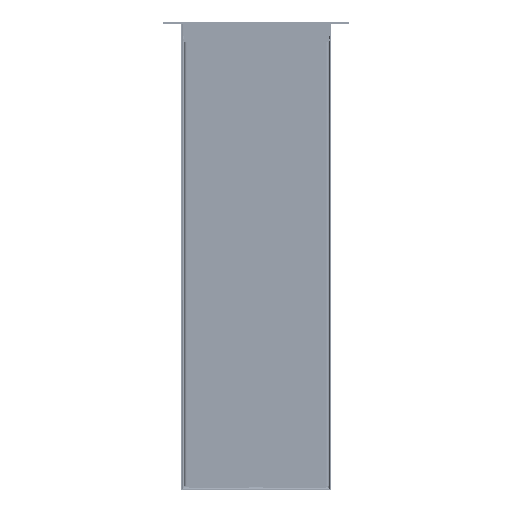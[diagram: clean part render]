
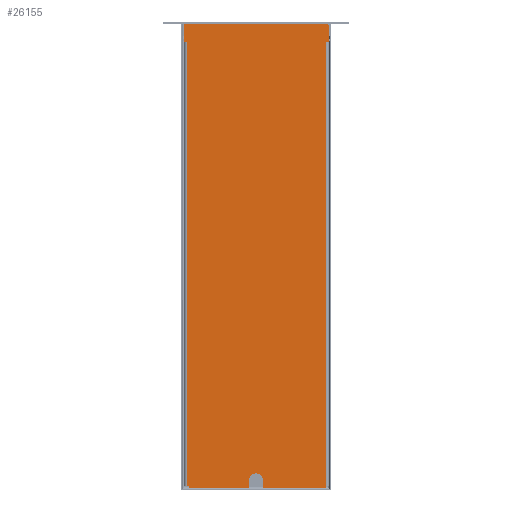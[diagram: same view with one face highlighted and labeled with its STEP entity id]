
A CAD part, front view. The second image highlights one B-rep face of the part: STEP entity #26155.
In plain terms, the highlighted planar face has unit normal (0, -1, 0).
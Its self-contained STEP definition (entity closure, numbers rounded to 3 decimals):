
#25426=CARTESIAN_POINT('',(246.75,-1.,81.));
#25427=DIRECTION('',(0.,1.,0.));
#25428=DIRECTION('',(0.,0.,1.));
#25429=AXIS2_PLACEMENT_3D('',#25426,#25427,#25428);
#25431=CARTESIAN_POINT('',(246.75,-1.,-71.));
#25432=DIRECTION('',(0.,1.,0.));
#25433=DIRECTION('',(1.,0.,0.));
#25434=AXIS2_PLACEMENT_3D('',#25431,#25432,#25433);
#25436=CARTESIAN_POINT('',(-248.25,-1.,-68.2));
#25437=DIRECTION('',(0.,1.,0.));
#25438=DIRECTION('',(0.,0.,-1.));
#25439=AXIS2_PLACEMENT_3D('',#25436,#25437,#25438);
#25441=CARTESIAN_POINT('',(-247.25,-1.,-4.));
#25442=DIRECTION('',(0.,1.,0.));
#25443=DIRECTION('',(-1.,0.,0.));
#25444=AXIS2_PLACEMENT_3D('',#25441,#25442,#25443);
#25446=CARTESIAN_POINT('',(-240.75,-1.,5.5));
#25447=DIRECTION('',(0.,-1.,0.));
#25448=DIRECTION('',(0.,0.,-1.));
#25449=AXIS2_PLACEMENT_3D('',#25446,#25447,#25448);
#25451=CARTESIAN_POINT('',(-247.25,-1.,15.));
#25452=DIRECTION('',(0.,1.,0.));
#25453=DIRECTION('',(0.,0.,-1.));
#25454=AXIS2_PLACEMENT_3D('',#25451,#25452,#25453);
#25456=CARTESIAN_POINT('',(-248.25,-1.,76.269));
#25457=DIRECTION('',(0.,1.,0.));
#25458=DIRECTION('',(-1.,0.,0.));
#25459=AXIS2_PLACEMENT_3D('',#25456,#25457,#25458);
#25465=DIRECTION('',(0.,0.,1.));
#25466=VECTOR('',#25465,2.431);
#25467=CARTESIAN_POINT('',(-246.75,-1.,77.269));
#25468=LINE('',#25467,#25466);
#25504=DIRECTION('',(0.,0.,1.));
#25505=VECTOR('',#25504,61.269);
#25506=CARTESIAN_POINT('',(-249.25,-1.,15.));
#25507=LINE('',#25506,#25505);
#25524=DIRECTION('',(1.,0.,0.));
#25525=VECTOR('',#25524,6.5);
#25526=CARTESIAN_POINT('',(-247.25,-1.,13.));
#25527=LINE('',#25526,#25525);
#25536=DIRECTION('',(-1.,0.,0.));
#25537=VECTOR('',#25536,6.5);
#25538=CARTESIAN_POINT('',(-240.75,-1.,-2.));
#25539=LINE('',#25538,#25537);
#25556=DIRECTION('',(0.,0.,1.));
#25557=VECTOR('',#25556,64.2);
#25558=CARTESIAN_POINT('',(-249.25,-1.,-68.2));
#25559=LINE('',#25558,#25557);
#25568=DIRECTION('',(-1.,0.,0.));
#25569=VECTOR('',#25568,1.5);
#25570=CARTESIAN_POINT('',(-246.75,-1.,-69.2));
#25571=LINE('',#25570,#25569);
#25584=DIRECTION('',(0.,0.,1.));
#25585=VECTOR('',#25584,0.5);
#25586=CARTESIAN_POINT('',(-246.75,-1.,-69.7));
#25587=LINE('',#25586,#25585);
#25602=DIRECTION('',(-1.,0.,0.));
#25603=VECTOR('',#25602,476.);
#25604=CARTESIAN_POINT('',(229.25,-1.,-69.7));
#25605=LINE('',#25604,#25603);
#25704=DIRECTION('',(0.,0.,-1.));
#25705=VECTOR('',#25704,0.5);
#25706=CARTESIAN_POINT('',(229.25,-1.,-69.2));
#25707=LINE('',#25706,#25705);
#25716=DIRECTION('',(-1.,0.,0.));
#25717=VECTOR('',#25716,0.5);
#25718=CARTESIAN_POINT('',(229.75,-1.,-69.2));
#25719=LINE('',#25718,#25717);
#25732=DIRECTION('',(0.,0.,1.));
#25733=VECTOR('',#25732,3.8);
#25734=CARTESIAN_POINT('',(229.75,-1.,-73.));
#25735=LINE('',#25734,#25733);
#25740=DIRECTION('',(-1.,0.,0.));
#25741=VECTOR('',#25740,17.);
#25742=CARTESIAN_POINT('',(246.75,-1.,-73.));
#25743=LINE('',#25742,#25741);
#25752=DIRECTION('',(0.,0.,-1.));
#25753=VECTOR('',#25752,152.);
#25754=CARTESIAN_POINT('',(248.75,-1.,81.));
#25755=LINE('',#25754,#25753);
#25768=DIRECTION('',(1.,0.,0.));
#25769=VECTOR('',#25768,17.);
#25770=CARTESIAN_POINT('',(229.75,-1.,83.));
#25771=LINE('',#25770,#25769);
#25784=DIRECTION('',(0.,0.,1.));
#25785=VECTOR('',#25784,3.8);
#25786=CARTESIAN_POINT('',(229.75,-1.,79.2));
#25787=LINE('',#25786,#25785);
#25796=DIRECTION('',(1.,0.,0.));
#25797=VECTOR('',#25796,0.5);
#25798=CARTESIAN_POINT('',(229.25,-1.,79.2));
#25799=LINE('',#25798,#25797);
#25808=DIRECTION('',(0.,0.,-1.));
#25809=VECTOR('',#25808,0.5);
#25810=CARTESIAN_POINT('',(229.25,-1.,79.7));
#25811=LINE('',#25810,#25809);
#25826=DIRECTION('',(1.,0.,0.));
#25827=VECTOR('',#25826,476.);
#25828=CARTESIAN_POINT('',(-246.75,-1.,79.7));
#25829=LINE('',#25828,#25827);
#25936=DIRECTION('',(-1.,0.,0.));
#25937=VECTOR('',#25936,1.5);
#25938=CARTESIAN_POINT('',(-246.75,-1.,77.269));
#25939=LINE('',#25938,#25937);
#25944=CARTESIAN_POINT('',(-246.75,-1.,77.269));
#25945=CARTESIAN_POINT('',(-246.75,-1.,79.7));
#25946=VERTEX_POINT('',#25944);
#25947=VERTEX_POINT('',#25945);
#25948=CARTESIAN_POINT('',(-248.25,-1.,
77.269));
#25949=VERTEX_POINT('',#25948);
#25950=CARTESIAN_POINT('',(-249.25,-1.,76.269));
#25951=VERTEX_POINT('',#25950);
#25952=CARTESIAN_POINT('',(-249.25,-1.,15.));
#25953=VERTEX_POINT('',#25952);
#25954=CARTESIAN_POINT('',(-247.25,-1.,13.));
#25955=VERTEX_POINT('',#25954);
#25956=CARTESIAN_POINT('',(-240.75,-1.,13.));
#25957=VERTEX_POINT('',#25956);
#25958=CARTESIAN_POINT('',(-240.75,-1.,-2.));
#25959=VERTEX_POINT('',#25958);
#25960=CARTESIAN_POINT('',(-247.25,-1.,-2.));
#25961=VERTEX_POINT('',#25960);
#25962=CARTESIAN_POINT('',(-249.25,-1.,-4.));
#25963=VERTEX_POINT('',#25962);
#25964=CARTESIAN_POINT('',(-249.25,-1.,-68.2));
#25965=VERTEX_POINT('',#25964);
#25966=CARTESIAN_POINT('',(-248.25,-1.,-69.2));
#25967=VERTEX_POINT('',#25966);
#25968=CARTESIAN_POINT('',(-246.75,-1.,-69.2));
#25969=VERTEX_POINT('',#25968);
#25970=CARTESIAN_POINT('',(-246.75,-1.,-69.7));
#25971=VERTEX_POINT('',#25970);
#25972=CARTESIAN_POINT('',(229.25,-1.,-69.7));
#25973=VERTEX_POINT('',#25972);
#25974=CARTESIAN_POINT('',(229.25,-1.,-69.2));
#25975=VERTEX_POINT('',#25974);
#25976=CARTESIAN_POINT('',(229.75,-1.,-69.2));
#25977=VERTEX_POINT('',#25976);
#25978=CARTESIAN_POINT('',(229.75,-1.,-73.));
#25979=VERTEX_POINT('',#25978);
#25980=CARTESIAN_POINT('',(246.75,-1.,-73.));
#25981=VERTEX_POINT('',#25980);
#25982=CARTESIAN_POINT('',(248.75,-1.,-71.));
#25983=VERTEX_POINT('',#25982);
#25984=CARTESIAN_POINT('',(248.75,-1.,81.));
#25985=VERTEX_POINT('',#25984);
#25986=CARTESIAN_POINT('',(246.75,-1.,83.));
#25987=VERTEX_POINT('',#25986);
#25988=CARTESIAN_POINT('',(229.75,-1.,83.));
#25989=VERTEX_POINT('',#25988);
#25990=CARTESIAN_POINT('',(229.75,-1.,79.2));
#25991=VERTEX_POINT('',#25990);
#25992=CARTESIAN_POINT('',(229.25,-1.,79.2));
#25993=VERTEX_POINT('',#25992);
#25994=CARTESIAN_POINT('',(229.25,-1.,79.7));
#25995=VERTEX_POINT('',#25994);
#26096=CARTESIAN_POINT('',(-0.25,-1.,5.));
#26097=DIRECTION('',(0.,1.,0.));
#26098=DIRECTION('',(0.,0.,1.));
#26099=AXIS2_PLACEMENT_3D('',#26096,#26097,#26098);
#26100=PLANE('',#26099);
#26102=ORIENTED_EDGE('',*,*,#26101,.T.);
#26104=ORIENTED_EDGE('',*,*,#26103,.T.);
#26106=ORIENTED_EDGE('',*,*,#26105,.T.);
#26108=ORIENTED_EDGE('',*,*,#26107,.T.);
#26110=ORIENTED_EDGE('',*,*,#26109,.T.);
#26112=ORIENTED_EDGE('',*,*,#26111,.T.);
#26114=ORIENTED_EDGE('',*,*,#26113,.T.);
#26116=ORIENTED_EDGE('',*,*,#26115,.T.);
#26118=ORIENTED_EDGE('',*,*,#26117,.T.);
#26120=ORIENTED_EDGE('',*,*,#26119,.T.);
#26122=ORIENTED_EDGE('',*,*,#26121,.T.);
#26124=ORIENTED_EDGE('',*,*,#26123,.T.);
#26126=ORIENTED_EDGE('',*,*,#26125,.T.);
#26128=ORIENTED_EDGE('',*,*,#26127,.T.);
#26130=ORIENTED_EDGE('',*,*,#26129,.T.);
#26132=ORIENTED_EDGE('',*,*,#26131,.T.);
#26134=ORIENTED_EDGE('',*,*,#26133,.T.);
#26136=ORIENTED_EDGE('',*,*,#26135,.T.);
#26138=ORIENTED_EDGE('',*,*,#26137,.T.);
#26140=ORIENTED_EDGE('',*,*,#26139,.F.);
#26142=ORIENTED_EDGE('',*,*,#26141,.T.);
#26144=ORIENTED_EDGE('',*,*,#26143,.F.);
#26146=ORIENTED_EDGE('',*,*,#26145,.T.);
#26148=ORIENTED_EDGE('',*,*,#26147,.T.);
#26150=ORIENTED_EDGE('',*,*,#26149,.T.);
#26152=ORIENTED_EDGE('',*,*,#26151,.F.);
#26153=EDGE_LOOP('',(#26102,#26104,#26106,#26108,#26110,#26112,#26114,#26116,
#26118,#26120,#26122,#26124,#26126,#26128,#26130,#26132,#26134,#26136,#26138,
#26140,#26142,#26144,#26146,#26148,#26150,#26152));
#26154=FACE_OUTER_BOUND('',#26153,.F.);
#26155=ADVANCED_FACE('',(#26154),#26100,.F.);
#25430=CIRCLE('',#25429,2.);
#25435=CIRCLE('',#25434,2.);
#25440=CIRCLE('',#25439,1.);
#25445=CIRCLE('',#25444,2.);
#25450=CIRCLE('',#25449,7.5);
#25455=CIRCLE('',#25454,2.);
#25460=CIRCLE('',#25459,1.);
#26101=EDGE_CURVE('',#25946,#25947,#25468,.T.);
#26103=EDGE_CURVE('',#25947,#25995,#25829,.T.);
#26105=EDGE_CURVE('',#25995,#25993,#25811,.T.);
#26107=EDGE_CURVE('',#25993,#25991,#25799,.T.);
#26109=EDGE_CURVE('',#25991,#25989,#25787,.T.);
#26111=EDGE_CURVE('',#25989,#25987,#25771,.T.);
#26113=EDGE_CURVE('',#25987,#25985,#25430,.T.);
#26115=EDGE_CURVE('',#25985,#25983,#25755,.T.);
#26117=EDGE_CURVE('',#25983,#25981,#25435,.T.);
#26119=EDGE_CURVE('',#25981,#25979,#25743,.T.);
#26121=EDGE_CURVE('',#25979,#25977,#25735,.T.);
#26123=EDGE_CURVE('',#25977,#25975,#25719,.T.);
#26125=EDGE_CURVE('',#25975,#25973,#25707,.T.);
#26127=EDGE_CURVE('',#25973,#25971,#25605,.T.);
#26129=EDGE_CURVE('',#25971,#25969,#25587,.T.);
#26131=EDGE_CURVE('',#25969,#25967,#25571,.T.);
#26133=EDGE_CURVE('',#25967,#25965,#25440,.T.);
#26135=EDGE_CURVE('',#25965,#25963,#25559,.T.);
#26137=EDGE_CURVE('',#25963,#25961,#25445,.T.);
#26139=EDGE_CURVE('',#25959,#25961,#25539,.T.);
#26141=EDGE_CURVE('',#25959,#25957,#25450,.T.);
#26143=EDGE_CURVE('',#25955,#25957,#25527,.T.);
#26145=EDGE_CURVE('',#25955,#25953,#25455,.T.);
#26147=EDGE_CURVE('',#25953,#25951,#25507,.T.);
#26149=EDGE_CURVE('',#25951,#25949,#25460,.T.);
#26151=EDGE_CURVE('',#25946,#25949,#25939,.T.);
